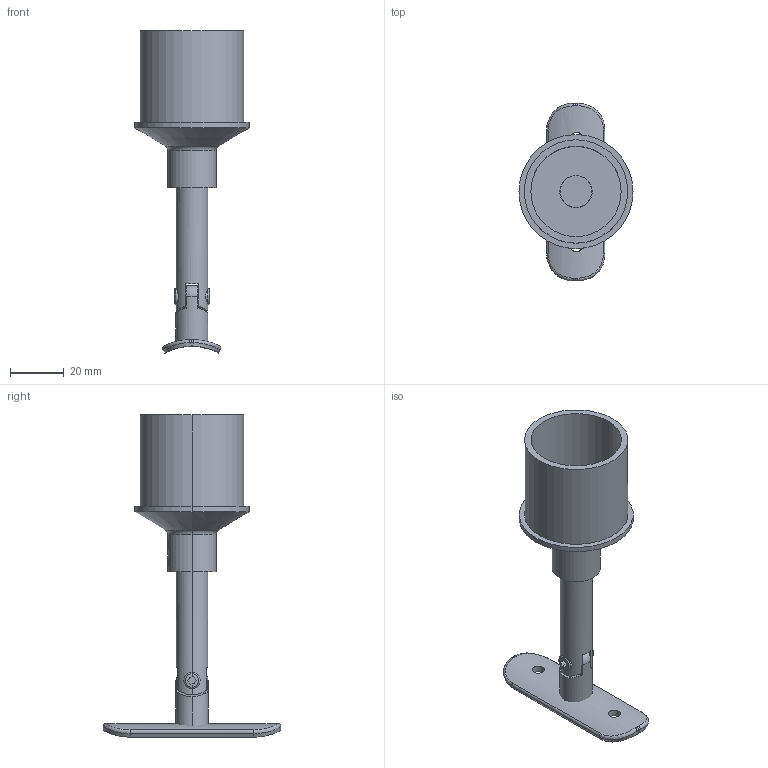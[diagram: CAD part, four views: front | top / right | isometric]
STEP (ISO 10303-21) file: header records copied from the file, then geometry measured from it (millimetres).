
FILE_DESCRIPTION (( 'STEP AP203' ), '1' );
FILE_NAME ('GC2134_42.4x2_188702104.STEP', '2024-10-14T10:01:33', ( '' ), ( '' ), 'SwSTEP 2.0', 'SolidWorks 2024', '' );
FILE_SCHEMA (( 'CONFIG_CONTROL_DESIGN' ));
Length unit declared in the file: millimetre
Products named in the file (1): GC2134_42.4x2_188702104
Bounding box: 42.4 x 66 x 119.72 mm (x, y, z)
Volume: 32444.3 mm3; surface area: 20517.1 mm2
Topology: 7 solids, 7 shells, 129 faces, 302 edges, 191 vertices
Faces by surface type: cylinder 53, plane 52, torus 16, cone 4, bspline 4
Entity records: 5024 total; most frequent: CARTESIAN_POINT 2033, ORIENTED_EDGE 604, DIRECTION 591, EDGE_CURVE 302, AXIS2_PLACEMENT_3D 229, VERTEX_POINT 191, EDGE_LOOP 149, LINE 133
